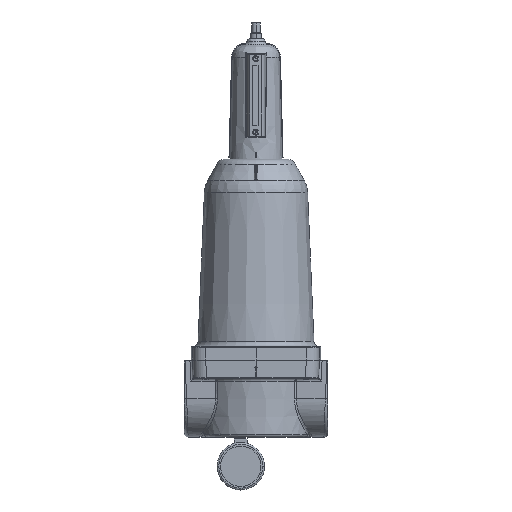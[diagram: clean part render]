
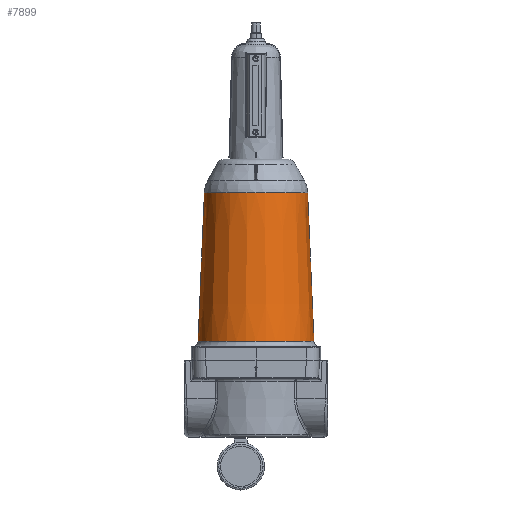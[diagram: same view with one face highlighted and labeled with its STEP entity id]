
A CAD part, front view. The second image highlights one B-rep face of the part: STEP entity #7899.
In plain terms, the highlighted conical face has half-angle 2.45 degrees and reference radius 57.292 mm.
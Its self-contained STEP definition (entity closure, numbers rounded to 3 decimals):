
#199 = DIRECTION ( 'NONE',  ( 0., 1., 0. ) ) ;
#5743 = EDGE_LOOP ( 'NONE', ( #19231, #35806, #34401, #41223 ) ) ;
#7899 = ADVANCED_FACE ( 'NONE', ( #9375 ), #45971, .T. ) ;
#9375 = FACE_OUTER_BOUND ( 'NONE', #5743, .T. ) ;
#9964 = CARTESIAN_POINT ( 'NONE',  ( 0., -83.622, -57.292 ) ) ;
#10509 = CIRCLE ( 'NONE', #48363, 57.589 ) ;
#14902 = VERTEX_POINT ( 'NONE', #29846 ) ;
#15008 = VECTOR ( 'NONE', #35339, 1000. ) ;
#15376 = LINE ( 'NONE', #9964, #20954 ) ;
#16006 = CARTESIAN_POINT ( 'NONE',  ( 0., 89.434, 64.697 ) ) ;
#16066 = CARTESIAN_POINT ( 'NONE',  ( 0., -76.685, 0. ) ) ;
#16438 = CARTESIAN_POINT ( 'NONE',  ( 0., -83.622, 0. ) ) ;
#16773 = DIRECTION ( 'NONE',  ( 0., 0., -1. ) ) ;
#19231 = ORIENTED_EDGE ( 'NONE', *, *, #31909, .T. ) ;
#20954 = VECTOR ( 'NONE', #33672, 1000. ) ;
#21124 = CIRCLE ( 'NONE', #48468, 64.697 ) ;
#23312 = VERTEX_POINT ( 'NONE', #16006 ) ;
#23506 = DIRECTION ( 'NONE',  ( 0., 0., -1. ) ) ;
#25536 = LINE ( 'NONE', #30664, #15008 ) ;
#27103 = EDGE_CURVE ( 'NONE', #48887, #23312, #25536, .T. ) ;
#27697 = DIRECTION ( 'NONE',  ( 0., 1., 0. ) ) ;
#28856 = CARTESIAN_POINT ( 'NONE',  ( 0., 89.434, -64.697 ) ) ;
#29846 = CARTESIAN_POINT ( 'NONE',  ( 0., -76.685, -57.589 ) ) ;
#30664 = CARTESIAN_POINT ( 'NONE',  ( 0., -83.622, 57.292 ) ) ;
#31909 = EDGE_CURVE ( 'NONE', #48887, #14902, #10509, .T. ) ;
#33672 = DIRECTION ( 'NONE',  ( 0., 0.999, -0.043 ) ) ;
#34401 = ORIENTED_EDGE ( 'NONE', *, *, #39616, .T. ) ;
#35339 = DIRECTION ( 'NONE',  ( 0., 0.999, 0.043 ) ) ;
#35528 = DIRECTION ( 'NONE',  ( 0., 0., 1. ) ) ;
#35806 = ORIENTED_EDGE ( 'NONE', *, *, #43089, .T. ) ;
#36212 = CARTESIAN_POINT ( 'NONE',  ( 0., 89.434, 0. ) ) ;
#36377 = DIRECTION ( 'NONE',  ( 0., -1., 0. ) ) ;
#39616 = EDGE_CURVE ( 'NONE', #43817, #23312, #21124, .T. ) ;
#40899 = AXIS2_PLACEMENT_3D ( 'NONE', #16438, #199, #35528 ) ;
#41223 = ORIENTED_EDGE ( 'NONE', *, *, #27103, .F. ) ;
#43089 = EDGE_CURVE ( 'NONE', #14902, #43817, #15376, .T. ) ;
#43817 = VERTEX_POINT ( 'NONE', #28856 ) ;
#45971 = CONICAL_SURFACE ( 'NONE', #40899, 57.292, 0.043 ) ;
#47614 = CARTESIAN_POINT ( 'NONE',  ( 0., -76.685, 57.589 ) ) ;
#48363 = AXIS2_PLACEMENT_3D ( 'NONE', #16066, #27697, #23506 ) ;
#48468 = AXIS2_PLACEMENT_3D ( 'NONE', #36212, #36377, #16773 ) ;
#48887 = VERTEX_POINT ( 'NONE', #47614 ) ;
